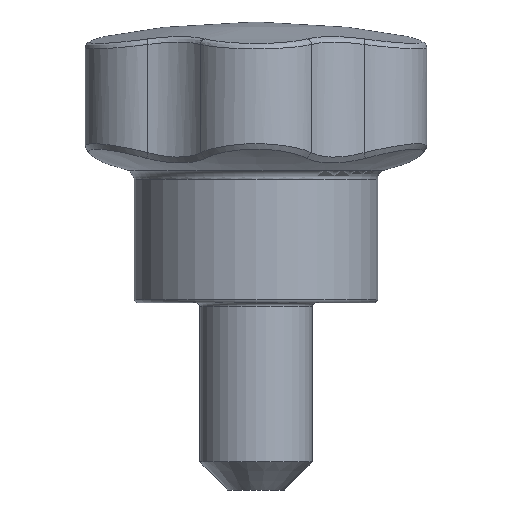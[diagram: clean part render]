
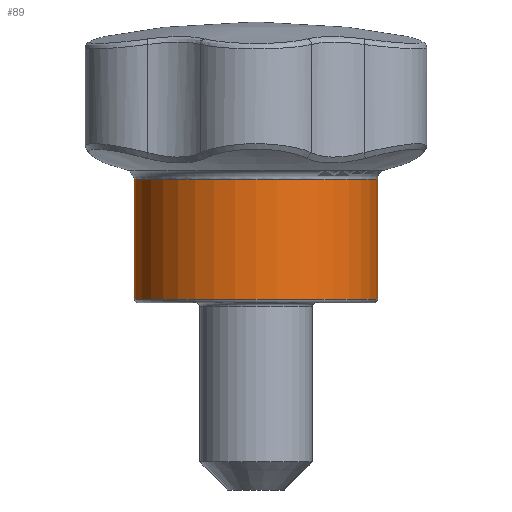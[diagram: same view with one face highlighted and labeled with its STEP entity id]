
A CAD part, front view. The second image highlights one B-rep face of the part: STEP entity #89.
In plain terms, the highlighted cylindrical face has radius 6.5 mm (diameter 13 mm), a full revolution.
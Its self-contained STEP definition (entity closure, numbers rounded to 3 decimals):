
#89 = ADVANCED_FACE( '', ( #212, #213 ), #214, .T. );
#212 = FACE_OUTER_BOUND( '', #780, .T. );
#213 = FACE_OUTER_BOUND( '', #781, .T. );
#214 = CYLINDRICAL_SURFACE( '', #782, 6.5 );
#780 = EDGE_LOOP( '', ( #2433 ) );
#781 = EDGE_LOOP( '', ( #2434 ) );
#782 = AXIS2_PLACEMENT_3D( '', #2435, #2436, #2437 );
#2433 = ORIENTED_EDGE( '', *, *, #2732, .T. );
#2434 = ORIENTED_EDGE( '', *, *, #2733, .T. );
#2435 = CARTESIAN_POINT( '', ( 0., 0., 15. ) );
#2436 = DIRECTION( '', ( 0., 0., -1. ) );
#2437 = DIRECTION( '', ( 1., 0., 0. ) );
#2732 = EDGE_CURVE( '', #2902, #2902, #2903, .F. );
#2733 = EDGE_CURVE( '', #2904, #2904, #2905, .T. );
#2902 = VERTEX_POINT( '', #3579 );
#2903 = CIRCLE( '', #3580, 6.5 );
#2904 = VERTEX_POINT( '', #3581 );
#2905 = CIRCLE( '', #3582, 6.5 );
#3579 = CARTESIAN_POINT( '', ( 6.5, 0., 6.609 ) );
#3580 = AXIS2_PLACEMENT_3D( '', #4856, #4857, #4858 );
#3581 = CARTESIAN_POINT( '', ( 6.5, 0., 0.2 ) );
#3582 = AXIS2_PLACEMENT_3D( '', #4859, #4860, #4861 );
#4856 = CARTESIAN_POINT( '', ( 0., 0., 6.609 ) );
#4857 = DIRECTION( '', ( 0., 0., 1. ) );
#4858 = DIRECTION( '', ( 1., 0., 0. ) );
#4859 = CARTESIAN_POINT( '', ( 0., 0., 0.2 ) );
#4860 = DIRECTION( '', ( 0., 0., 1. ) );
#4861 = DIRECTION( '', ( 1., 0., 0. ) );
